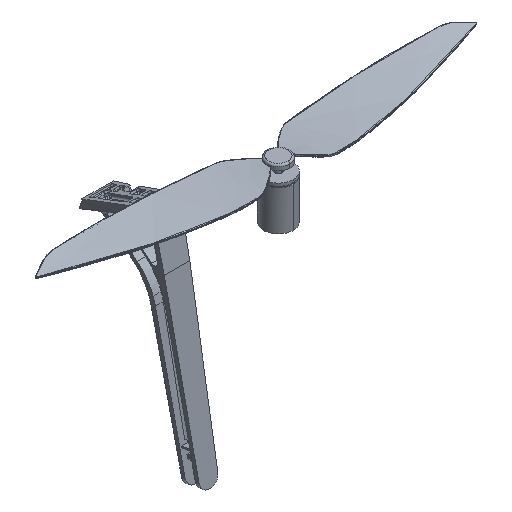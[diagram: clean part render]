
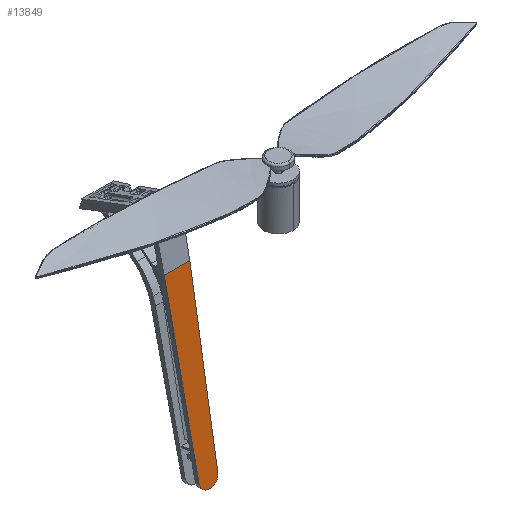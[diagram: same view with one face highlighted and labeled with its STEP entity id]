
A CAD part, isometric view. The second image highlights one B-rep face of the part: STEP entity #13849.
In plain terms, the highlighted face is planar.
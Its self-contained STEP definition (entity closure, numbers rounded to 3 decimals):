
#416 = VECTOR ( 'NONE', #9421, 1000. ) ;
#904 = CARTESIAN_POINT ( 'NONE',  ( -2.938, 130.038, 0.347 ) ) ;
#974 = VERTEX_POINT ( 'NONE', #16956 ) ;
#1023 = DIRECTION ( 'NONE',  ( 0.158, -0.987, -0.02 ) ) ;
#1586 = VERTEX_POINT ( 'NONE', #13902 ) ;
#2754 = EDGE_CURVE ( 'NONE', #1586, #974, #13667, .T. ) ;
#3233 =( BOUNDED_CURVE ( )  B_SPLINE_CURVE ( 3, ( #904, #17775, #19076, #11460 ),
 .UNSPECIFIED., .F., .F. ) 
 B_SPLINE_CURVE_WITH_KNOTS ( ( 4, 4 ),
 ( 1.571, 3.122 ),
 .UNSPECIFIED. ) 
 CURVE ( )  GEOMETRIC_REPRESENTATION_ITEM ( )  RATIONAL_B_SPLINE_CURVE ( ( 1., 0.809, 0.809, 1. ) ) 
 REPRESENTATION_ITEM ( '' )  );
#3408 = EDGE_LOOP ( 'NONE', ( #17983, #8031, #18386, #13705, #14374, #14452 ) ) ;
#3559 = CARTESIAN_POINT ( 'NONE',  ( -2.938, 130.038, 5.25 ) ) ;
#4809 = VERTEX_POINT ( 'NONE', #7733 ) ;
#4841 = EDGE_CURVE ( 'NONE', #16713, #8935, #18124, .T. ) ;
#5059 = CARTESIAN_POINT ( 'NONE',  ( 13.059, 30.275, 7.238 ) ) ;
#5412 = CARTESIAN_POINT ( 'NONE',  ( -2.938, 130.038, -5.25 ) ) ;
#6348 = CARTESIAN_POINT ( 'NONE',  ( 13.059, 30.275, -0.5 ) ) ;
#6552 = CARTESIAN_POINT ( 'NONE',  ( -2.938, 130.038, -0.5 ) ) ;
#6666 = DIRECTION ( 'NONE',  ( -0.987, -0.158, 0. ) ) ;
#7118 = LINE ( 'NONE', #5412, #10138 ) ;
#7413 = EDGE_CURVE ( 'NONE', #4809, #9588, #3233, .T. ) ;
#7598 = VECTOR ( 'NONE', #12329, 1000. ) ;
#7733 = CARTESIAN_POINT ( 'NONE',  ( -2.938, 130.038, 0.347 ) ) ;
#7927 = CARTESIAN_POINT ( 'NONE',  ( 13.059, 30.275, -7.238 ) ) ;
#8031 = ORIENTED_EDGE ( 'NONE', *, *, #2754, .T. ) ;
#8054 = EDGE_CURVE ( 'NONE', #974, #4809, #11013, .T. ) ;
#8141 = CARTESIAN_POINT ( 'NONE',  ( -2.938, 130.038, -0.5 ) ) ;
#8241 = PLANE ( 'NONE',  #15840 ) ;
#8935 = VERTEX_POINT ( 'NONE', #5059 ) ;
#9421 = DIRECTION ( 'NONE',  ( 0.158, -0.987, 0.02 ) ) ;
#9588 = VERTEX_POINT ( 'NONE', #19368 ) ;
#9832 = CARTESIAN_POINT ( 'NONE',  ( -2.938, 130.038, -0.347 ) ) ;
#10059 = VECTOR ( 'NONE', #13919, 1000. ) ;
#10138 = VECTOR ( 'NONE', #1023, 1000. ) ;
#10420 = EDGE_CURVE ( 'NONE', #1586, #16713, #7118, .T. ) ;
#10829 = LINE ( 'NONE', #3559, #416 ) ;
#11013 = LINE ( 'NONE', #6552, #7598 ) ;
#11327 = FACE_OUTER_BOUND ( 'NONE', #3408, .T. ) ;
#11460 = CARTESIAN_POINT ( 'NONE',  ( -2.162, 125.198, 5.346 ) ) ;
#12329 = DIRECTION ( 'NONE',  ( 0., 0., 1. ) ) ;
#13667 =( BOUNDED_CURVE ( )  B_SPLINE_CURVE ( 3, ( #19142, #15842, #14533, #9832 ),
 .UNSPECIFIED., .F., .F. ) 
 B_SPLINE_CURVE_WITH_KNOTS ( ( 4, 4 ),
 ( 0.02, 1.571 ),
 .UNSPECIFIED. ) 
 CURVE ( )  GEOMETRIC_REPRESENTATION_ITEM ( )  RATIONAL_B_SPLINE_CURVE ( ( 1., 0.809, 0.809, 1. ) ) 
 REPRESENTATION_ITEM ( '' )  );
#13705 = ORIENTED_EDGE ( 'NONE', *, *, #7413, .T. ) ;
#13849 = ADVANCED_FACE ( 'NONE', ( #11327 ), #8241, .F. ) ;
#13902 = CARTESIAN_POINT ( 'NONE',  ( -2.162, 125.198, -5.346 ) ) ;
#13919 = DIRECTION ( 'NONE',  ( 0., 0., 1. ) ) ;
#14374 = ORIENTED_EDGE ( 'NONE', *, *, #16132, .T. ) ;
#14452 = ORIENTED_EDGE ( 'NONE', *, *, #4841, .F. ) ;
#14533 = CARTESIAN_POINT ( 'NONE',  ( -2.938, 130.038, -3.231 ) ) ;
#15840 = AXIS2_PLACEMENT_3D ( 'NONE', #8141, #6666, #18849 ) ;
#15842 = CARTESIAN_POINT ( 'NONE',  ( -2.618, 128.044, -5.29 ) ) ;
#16132 = EDGE_CURVE ( 'NONE', #9588, #8935, #10829, .T. ) ;
#16713 = VERTEX_POINT ( 'NONE', #7927 ) ;
#16956 = CARTESIAN_POINT ( 'NONE',  ( -2.938, 130.038, -0.347 ) ) ;
#17775 = CARTESIAN_POINT ( 'NONE',  ( -2.938, 130.038, 3.231 ) ) ;
#17983 = ORIENTED_EDGE ( 'NONE', *, *, #10420, .F. ) ;
#18124 = LINE ( 'NONE', #6348, #10059 ) ;
#18386 = ORIENTED_EDGE ( 'NONE', *, *, #8054, .T. ) ;
#18849 = DIRECTION ( 'NONE',  ( -0.158, 0.987, 0. ) ) ;
#19076 = CARTESIAN_POINT ( 'NONE',  ( -2.618, 128.044, 5.29 ) ) ;
#19142 = CARTESIAN_POINT ( 'NONE',  ( -2.162, 125.198, -5.346 ) ) ;
#19368 = CARTESIAN_POINT ( 'NONE',  ( -2.162, 125.198, 5.346 ) ) ;
